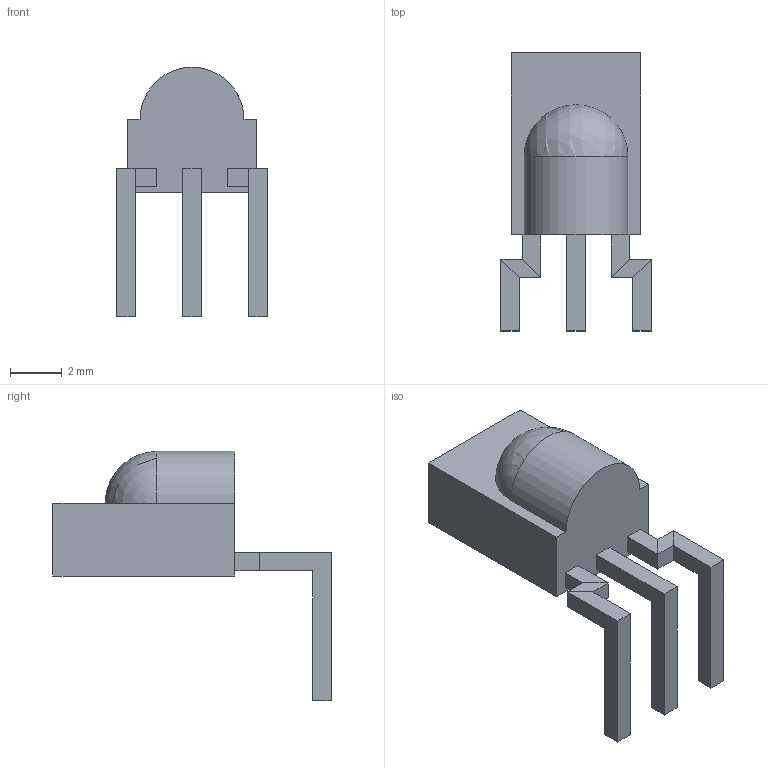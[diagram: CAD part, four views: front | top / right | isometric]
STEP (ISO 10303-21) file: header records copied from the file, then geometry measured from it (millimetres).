
FILE_DESCRIPTION(/* description */ ('STEP AP214'),/* implementation_level */ '2;1');
FILE_NAME(/* name */ 'TSOP382.stp',/* time_stamp */ '2024-08-24T13:36:59+02:00',/* author */ ('jaryj'),/* organization */ (''),/* preprocessor_version */ 'ST-DEVELOPER v19.2',/* originating_system */ 'Autodesk Inventor 2024',/* authorisation */ '');
FILE_SCHEMA (('AUTOMOTIVE_DESIGN { 1 0 10303 214 3 1 1 }'));
Length unit declared in the file: millimetre
Products named in the file (1): IR Receiver
Bounding box: 5.78 x 10.7 x 9.6 mm (x, y, z)
Volume: 138.8 mm3; surface area: 234.4 mm2
Topology: 1 solids, 1 shells, 45 faces, 124 edges, 111 vertices
Faces by surface type: plane 43, cylinder 1, sphere 1
Entity records: 1430 total; most frequent: CARTESIAN_POINT 261, ORIENTED_EDGE 208, DIRECTION 199, EDGE_CURVE 104, LINE 101, VECTOR 101, VERTEX_POINT 64, STYLED_ITEM 55
